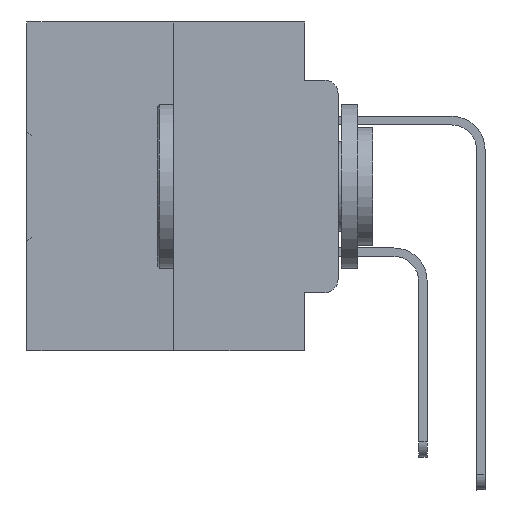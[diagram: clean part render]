
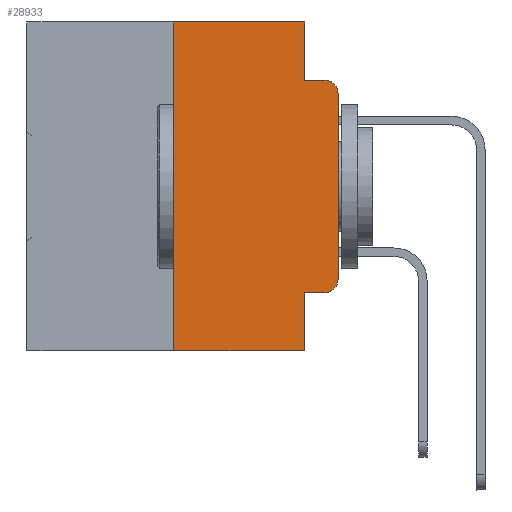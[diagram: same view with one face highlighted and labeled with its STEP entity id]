
A CAD part, left-side view. The second image highlights one B-rep face of the part: STEP entity #28933.
In plain terms, the highlighted planar face has unit normal (-1, 0, 0).
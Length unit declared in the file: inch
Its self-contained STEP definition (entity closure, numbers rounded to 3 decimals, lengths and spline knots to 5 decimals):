
#160 = CARTESIAN_POINT ( 'NONE',  ( 0., 0.473, 0. ) ) ;
#239 = VECTOR ( 'NONE', #23033, 39.37008 ) ;
#264 = CARTESIAN_POINT ( 'NONE',  ( 0., 0.051, -0.4115 ) ) ;
#457 = LINE ( 'NONE', #264, #23670 ) ;
#946 = AXIS2_PLACEMENT_3D ( 'NONE', #3087, #14233, #8039 ) ;
#1913 = ORIENTED_EDGE ( 'NONE', *, *, #17559, .T. ) ;
#1931 = VECTOR ( 'NONE', #33923, 39.37008 ) ;
#1992 = VERTEX_POINT ( 'NONE', #29877 ) ;
#2465 = VERTEX_POINT ( 'NONE', #21395 ) ;
#2528 = VECTOR ( 'NONE', #31033, 39.37008 ) ;
#2945 = VERTEX_POINT ( 'NONE', #31017 ) ;
#3012 = EDGE_CURVE ( 'NONE', #2945, #21579, #20061, .T. ) ;
#3087 = CARTESIAN_POINT ( 'NONE',  ( 0., 0.473, 0. ) ) ;
#3331 = VECTOR ( 'NONE', #10390, 39.37008 ) ;
#3872 = CARTESIAN_POINT ( 'NONE',  ( 0., 0.051, -0.4115 ) ) ;
#4314 = LINE ( 'NONE', #34811, #17480 ) ;
#4360 = EDGE_CURVE ( 'NONE', #2465, #2945, #17530, .T. ) ;
#5342 = CARTESIAN_POINT ( 'NONE',  ( 0., 0.051, -0.0885 ) ) ;
#5866 = CARTESIAN_POINT ( 'NONE',  ( 0., 0.02, -0.3915 ) ) ;
#6322 = ORIENTED_EDGE ( 'NONE', *, *, #7095, .F. ) ;
#7095 = EDGE_CURVE ( 'NONE', #21579, #22467, #28515, .T. ) ;
#7890 = CARTESIAN_POINT ( 'NONE',  ( 0., 0.25, 0. ) ) ;
#7925 = EDGE_LOOP ( 'NONE', ( #1913, #25904, #13820, #6322, #16571, #14673, #35204, #8020, #8655, #8412 ) ) ;
#8020 = ORIENTED_EDGE ( 'NONE', *, *, #12530, .F. ) ;
#8039 = DIRECTION ( 'NONE',  ( 0., 0., -1. ) ) ;
#8412 = ORIENTED_EDGE ( 'NONE', *, *, #13731, .T. ) ;
#8449 = AXIS2_PLACEMENT_3D ( 'NONE', #15728, #29581, #21019 ) ;
#8557 = VERTEX_POINT ( 'NONE', #3872 ) ;
#8582 = PLANE ( 'NONE',  #946 ) ;
#8627 = CARTESIAN_POINT ( 'NONE',  ( 0., 0.051, 0. ) ) ;
#8655 = ORIENTED_EDGE ( 'NONE', *, *, #29790, .T. ) ;
#8854 = DIRECTION ( 'NONE',  ( 0., -1., 0. ) ) ;
#9726 = CARTESIAN_POINT ( 'NONE',  ( 0., 0., 0. ) ) ;
#10390 = DIRECTION ( 'NONE',  ( 0., 0., 1. ) ) ;
#11943 = CIRCLE ( 'NONE', #22434, 0.02 ) ;
#12304 = VERTEX_POINT ( 'NONE', #29587 ) ;
#12530 = EDGE_CURVE ( 'NONE', #8557, #12304, #22636, .T. ) ;
#13731 = EDGE_CURVE ( 'NONE', #25562, #30913, #11943, .T. ) ;
#13820 = ORIENTED_EDGE ( 'NONE', *, *, #14244, .F. ) ;
#14233 = DIRECTION ( 'NONE',  ( 1., 0., 0. ) ) ;
#14244 = EDGE_CURVE ( 'NONE', #22467, #1992, #30361, .T. ) ;
#14673 = ORIENTED_EDGE ( 'NONE', *, *, #4360, .F. ) ;
#15295 = DIRECTION ( 'NONE',  ( 0., -1., 0. ) ) ;
#15728 = CARTESIAN_POINT ( 'NONE',  ( 0., 0.02, -0.1085 ) ) ;
#16492 = DIRECTION ( 'NONE',  ( 0., -1., 0. ) ) ;
#16571 = ORIENTED_EDGE ( 'NONE', *, *, #3012, .F. ) ;
#17480 = VECTOR ( 'NONE', #15295, 39.37008 ) ;
#17530 = LINE ( 'NONE', #7890, #21311 ) ;
#17559 = EDGE_CURVE ( 'NONE', #30913, #22913, #32999, .T. ) ;
#18290 = VECTOR ( 'NONE', #16492, 39.37008 ) ;
#19307 = CARTESIAN_POINT ( 'NONE',  ( 0., 0., -0.1085 ) ) ;
#19713 = CARTESIAN_POINT ( 'NONE',  ( 0., 0.051, -0.0885 ) ) ;
#20061 = LINE ( 'NONE', #160, #1931 ) ;
#21019 = DIRECTION ( 'NONE',  ( 0., 0., -1. ) ) ;
#21311 = VECTOR ( 'NONE', #25064, 39.37008 ) ;
#21395 = CARTESIAN_POINT ( 'NONE',  ( 0., 0.25, -0.5 ) ) ;
#21579 = VERTEX_POINT ( 'NONE', #29464 ) ;
#22434 = AXIS2_PLACEMENT_3D ( 'NONE', #5866, #30157, #35794 ) ;
#22467 = VERTEX_POINT ( 'NONE', #19713 ) ;
#22636 = LINE ( 'NONE', #28287, #2528 ) ;
#22913 = VERTEX_POINT ( 'NONE', #19307 ) ;
#23033 = DIRECTION ( 'NONE',  ( 0., 0., -1. ) ) ;
#23670 = VECTOR ( 'NONE', #8854, 39.37008 ) ;
#25064 = DIRECTION ( 'NONE',  ( 0., 0., 1. ) ) ;
#25370 = CIRCLE ( 'NONE', #8449, 0.02 ) ;
#25562 = VERTEX_POINT ( 'NONE', #35681 ) ;
#25904 = ORIENTED_EDGE ( 'NONE', *, *, #28695, .T. ) ;
#28108 = FACE_OUTER_BOUND ( 'NONE', #7925, .T. ) ;
#28287 = CARTESIAN_POINT ( 'NONE',  ( 0., 0.051, 0. ) ) ;
#28515 = LINE ( 'NONE', #8627, #239 ) ;
#28695 = EDGE_CURVE ( 'NONE', #22913, #1992, #25370, .T. ) ;
#28933 = ADVANCED_FACE ( 'NONE', ( #28108 ), #8582, .F. ) ;
#29464 = CARTESIAN_POINT ( 'NONE',  ( 0., 0.051, 0. ) ) ;
#29581 = DIRECTION ( 'NONE',  ( -1., 0., 0. ) ) ;
#29587 = CARTESIAN_POINT ( 'NONE',  ( 0., 0.051, -0.5 ) ) ;
#29790 = EDGE_CURVE ( 'NONE', #8557, #25562, #457, .T. ) ;
#29877 = CARTESIAN_POINT ( 'NONE',  ( 0., 0.02, -0.0885 ) ) ;
#30157 = DIRECTION ( 'NONE',  ( -1., 0., 0. ) ) ;
#30361 = LINE ( 'NONE', #5342, #18290 ) ;
#30913 = VERTEX_POINT ( 'NONE', #33982 ) ;
#31017 = CARTESIAN_POINT ( 'NONE',  ( 0., 0.25, 0. ) ) ;
#31033 = DIRECTION ( 'NONE',  ( 0., 0., -1. ) ) ;
#32999 = LINE ( 'NONE', #9726, #3331 ) ;
#33249 = EDGE_CURVE ( 'NONE', #2465, #12304, #4314, .T. ) ;
#33923 = DIRECTION ( 'NONE',  ( 0., -1., 0. ) ) ;
#33982 = CARTESIAN_POINT ( 'NONE',  ( 0., 0., -0.3915 ) ) ;
#34811 = CARTESIAN_POINT ( 'NONE',  ( 0., 0.473, -0.5 ) ) ;
#35204 = ORIENTED_EDGE ( 'NONE', *, *, #33249, .T. ) ;
#35681 = CARTESIAN_POINT ( 'NONE',  ( 0., 0.02, -0.4115 ) ) ;
#35794 = DIRECTION ( 'NONE',  ( 0., 0., -1. ) ) ;
